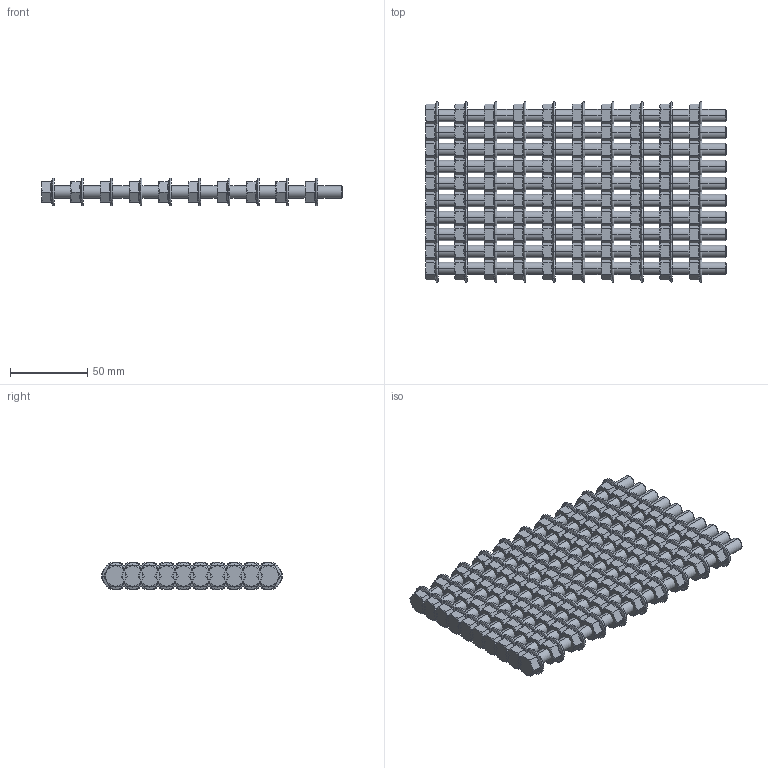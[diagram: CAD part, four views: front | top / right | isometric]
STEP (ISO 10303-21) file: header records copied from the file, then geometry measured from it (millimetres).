
FILE_DESCRIPTION (( 'STEP AP203' ), '1' );
FILE_NAME ('U0232555516 ﾑ瑟ⅱ裼 DIN7504 K ST5,5x16 (100.) USOLA (000.801.101).STEP', '2022-04-26T11:47:36', ( '' ), ( '' ), 'SwSTEP 2.0', 'SolidWorks 2017', '' );
FILE_SCHEMA (( 'CONFIG_CONTROL_DESIGN' ));
Length unit declared in the file: millimetre
Products named in the file (2): hex flange bolt fine_din_DIN 6921 - M8x1 x 16 x 16-N; U0232555516 ﾑ瑟ⅱ裼 DIN7504 K ST5,5x16 (100.) USOLA (000.801.101)
Assembly tree (100 placements, depth 2):
  U0232555516 ﾑ瑟ⅱ裼 DIN7504 K ST5,5x16 (100.) USOLA (000.801.101)
    hex flange bolt fine_din_DIN 6921 - M8x1 x 16 x 16-N  x100
Bounding box: 195.1 x 117 x 18 mm (x, y, z)
Volume: 213046.9 mm3; surface area: 121873.3 mm2
Topology: 100 solids, 100 shells, 2900 faces, 6200 edges, 3600 vertices
Faces by surface type: cone 1000, plane 900, bspline 600, torus 200, cylinder 200
Entity records: 4328 total; most frequent: CARTESIAN_POINT 516, DIRECTION 300, CALENDAR_DATE 210, COORDINATED_UNIVERSAL_TIME_OFFSET 210, LOCAL_TIME 210, DATE_AND_TIME 210, AXIS2_PLACEMENT_3D 144, ORIENTED_EDGE 124
